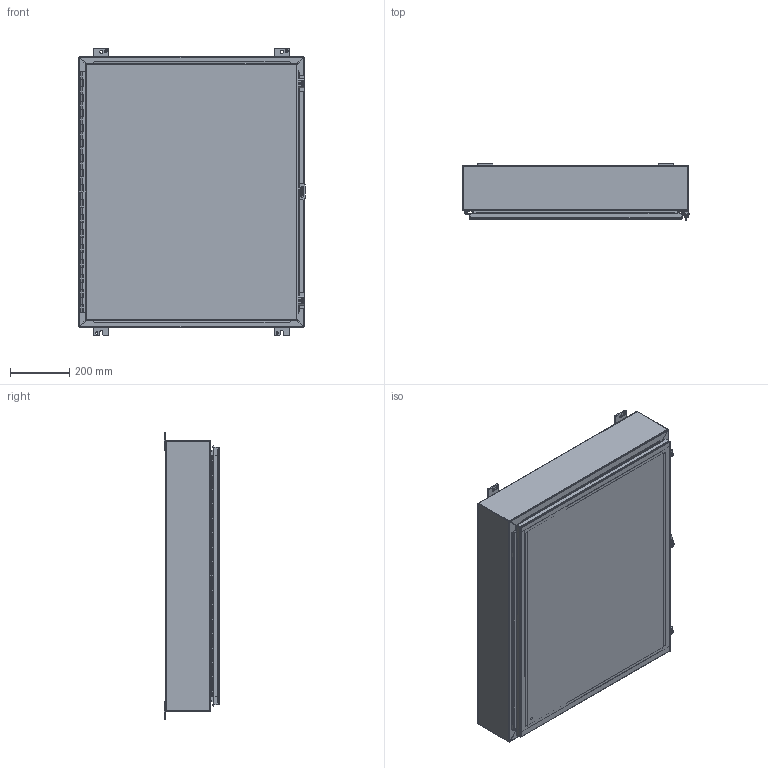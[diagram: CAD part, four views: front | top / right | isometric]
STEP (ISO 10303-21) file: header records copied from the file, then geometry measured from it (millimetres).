
FILE_DESCRIPTION (( 'STEP AP203' ), '1' );
FILE_NAME ('1418M6_Default.step', '2019-10-31T19:37:33', ( 'ADC123' ), ( 'Microsoft' ), 'SwSTEP 2.0', 'SolidWorks 2019', '' );
FILE_SCHEMA (( 'CONFIG_CONTROL_DESIGN' ));
Length unit declared in the file: inch
Products named in the file (1): 1418M6_Default
Bounding box: 765.17 x 188.9 x 971.55 mm (x, y, z)
Volume: 6037637.8 mm3; surface area: 6124623 mm2
Topology: 47 solids, 47 shells, 1436 faces, 3684 edges, 2376 vertices
Faces by surface type: plane 853, cylinder 499, bspline 70, cone 14
Entity records: 46061 total; most frequent: CARTESIAN_POINT 10839, ORIENTED_EDGE 7368, DIRECTION 7226, EDGE_CURVE 3684, VECTOR 2544, LINE 2544, VERTEX_POINT 2376, AXIS2_PLACEMENT_3D 2341
